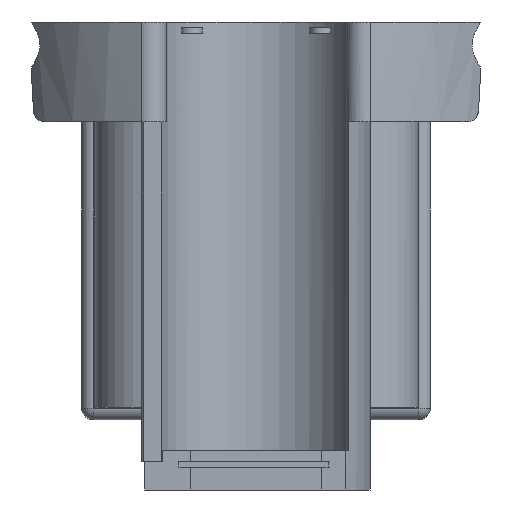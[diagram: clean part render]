
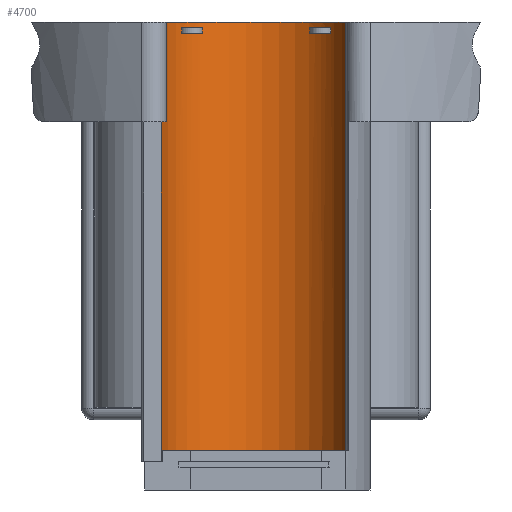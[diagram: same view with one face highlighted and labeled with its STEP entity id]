
A CAD part, left-side view. The second image highlights one B-rep face of the part: STEP entity #4700.
In plain terms, the highlighted cylindrical face has radius 8.5 mm (diameter 17 mm), a partial arc.
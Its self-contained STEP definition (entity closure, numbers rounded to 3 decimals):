
#37=FACE_BOUND('',#644,.T.);
#38=FACE_BOUND('',#645,.T.);
#379=FACE_OUTER_BOUND('',#643,.T.);
#643=EDGE_LOOP('',(#4207,#4208,#4209,#4210,#4211,#4212,#4213,#4214,#4215,
#4216,#4217,#4218));
#644=EDGE_LOOP('',(#4219,#4220,#4221,#4222));
#645=EDGE_LOOP('',(#4223,#4224,#4225,#4226));
#696=CIRCLE('',#4904,8.5);
#699=CIRCLE('',#4907,8.5);
#716=CIRCLE('',#4930,8.5);
#748=CIRCLE('',#5052,8.5);
#750=CIRCLE('',#5056,8.5);
#751=CIRCLE('',#5057,8.5);
#752=CIRCLE('',#5058,8.5);
#753=CIRCLE('',#5059,8.5);
#754=CIRCLE('',#5060,8.5);
#755=CIRCLE('',#5061,8.5);
#1285=LINE('',#10732,#1657);
#1335=LINE('',#14155,#1707);
#1344=LINE('',#14177,#1716);
#1345=LINE('',#14180,#1717);
#1346=LINE('',#14181,#1718);
#1347=LINE('',#14183,#1719);
#1348=LINE('',#14187,#1720);
#1349=LINE('',#14191,#1721);
#1350=LINE('',#14195,#1722);
#1351=LINE('',#14199,#1723);
#1657=VECTOR('',#5939,10.);
#1707=VECTOR('',#6045,10.);
#1716=VECTOR('',#6070,10.);
#1717=VECTOR('',#6073,10.);
#1718=VECTOR('',#6074,10.);
#1719=VECTOR('',#6075,10.);
#1720=VECTOR('',#6078,10.);
#1721=VECTOR('',#6081,10.);
#1722=VECTOR('',#6084,10.);
#1723=VECTOR('',#6087,10.);
#2006=VERTEX_POINT('',#10149);
#2007=VERTEX_POINT('',#10151);
#2012=VERTEX_POINT('',#10161);
#2013=VERTEX_POINT('',#10163);
#2070=VERTEX_POINT('',#10291);
#2071=VERTEX_POINT('',#10293);
#2149=VERTEX_POINT('',#10731);
#2182=VERTEX_POINT('',#14152);
#2183=VERTEX_POINT('',#14154);
#2188=VERTEX_POINT('',#14176);
#2189=VERTEX_POINT('',#14178);
#2190=VERTEX_POINT('',#14182);
#2191=VERTEX_POINT('',#14185);
#2192=VERTEX_POINT('',#14186);
#2193=VERTEX_POINT('',#14188);
#2194=VERTEX_POINT('',#14190);
#2195=VERTEX_POINT('',#14193);
#2196=VERTEX_POINT('',#14194);
#2197=VERTEX_POINT('',#14196);
#2198=VERTEX_POINT('',#14198);
#2582=EDGE_CURVE('',#2007,#2006,#696,.T.);
#2588=EDGE_CURVE('',#2013,#2012,#699,.T.);
#2654=EDGE_CURVE('',#2070,#2071,#716,.T.);
#2795=EDGE_CURVE('',#2013,#2149,#1285,.T.);
#2861=EDGE_CURVE('',#2183,#2182,#1335,.T.);
#2870=EDGE_CURVE('',#2182,#2149,#748,.T.);
#2872=EDGE_CURVE('',#2012,#2188,#1344,.T.);
#2873=EDGE_CURVE('',#2188,#2189,#750,.T.);
#2874=EDGE_CURVE('',#2189,#2007,#1345,.T.);
#2875=EDGE_CURVE('',#2006,#2071,#1346,.T.);
#2876=EDGE_CURVE('',#2070,#2190,#1347,.T.);
#2877=EDGE_CURVE('',#2183,#2190,#751,.T.);
#2878=EDGE_CURVE('',#2191,#2192,#1348,.T.);
#2879=EDGE_CURVE('',#2192,#2193,#752,.T.);
#2880=EDGE_CURVE('',#2193,#2194,#1349,.T.);
#2881=EDGE_CURVE('',#2194,#2191,#753,.T.);
#2882=EDGE_CURVE('',#2195,#2196,#1350,.T.);
#2883=EDGE_CURVE('',#2196,#2197,#754,.T.);
#2884=EDGE_CURVE('',#2197,#2198,#1351,.T.);
#2885=EDGE_CURVE('',#2198,#2195,#755,.T.);
#4207=ORIENTED_EDGE('',*,*,#2861,.T.);
#4208=ORIENTED_EDGE('',*,*,#2870,.T.);
#4209=ORIENTED_EDGE('',*,*,#2795,.F.);
#4210=ORIENTED_EDGE('',*,*,#2588,.T.);
#4211=ORIENTED_EDGE('',*,*,#2872,.T.);
#4212=ORIENTED_EDGE('',*,*,#2873,.T.);
#4213=ORIENTED_EDGE('',*,*,#2874,.T.);
#4214=ORIENTED_EDGE('',*,*,#2582,.T.);
#4215=ORIENTED_EDGE('',*,*,#2875,.T.);
#4216=ORIENTED_EDGE('',*,*,#2654,.F.);
#4217=ORIENTED_EDGE('',*,*,#2876,.T.);
#4218=ORIENTED_EDGE('',*,*,#2877,.F.);
#4219=ORIENTED_EDGE('',*,*,#2878,.T.);
#4220=ORIENTED_EDGE('',*,*,#2879,.T.);
#4221=ORIENTED_EDGE('',*,*,#2880,.T.);
#4222=ORIENTED_EDGE('',*,*,#2881,.T.);
#4223=ORIENTED_EDGE('',*,*,#2882,.T.);
#4224=ORIENTED_EDGE('',*,*,#2883,.T.);
#4225=ORIENTED_EDGE('',*,*,#2884,.T.);
#4226=ORIENTED_EDGE('',*,*,#2885,.T.);
#4466=CYLINDRICAL_SURFACE('',#5055,8.5);
#4700=ADVANCED_FACE('',(#379,#37,#38),#4466,.F.);
#4904=AXIS2_PLACEMENT_3D('',#10152,#5546,#5547);
#4907=AXIS2_PLACEMENT_3D('',#10164,#5555,#5556);
#4930=AXIS2_PLACEMENT_3D('',#10294,#5650,#5651);
#5052=AXIS2_PLACEMENT_3D('',#14172,#6062,#6063);
#5055=AXIS2_PLACEMENT_3D('',#14175,#6068,#6069);
#5056=AXIS2_PLACEMENT_3D('',#14179,#6071,#6072);
#5057=AXIS2_PLACEMENT_3D('',#14184,#6076,#6077);
#5058=AXIS2_PLACEMENT_3D('',#14189,#6079,#6080);
#5059=AXIS2_PLACEMENT_3D('',#14192,#6082,#6083);
#5060=AXIS2_PLACEMENT_3D('',#14197,#6085,#6086);
#5061=AXIS2_PLACEMENT_3D('',#14200,#6088,#6089);
#5546=DIRECTION('center_axis',(0.,0.,
1.));
#5547=DIRECTION('ref_axis',(1.,0.,0.));
#5555=DIRECTION('center_axis',(0.,0.,
1.));
#5556=DIRECTION('ref_axis',(1.,0.,0.));
#5650=DIRECTION('center_axis',(0.,0.,
1.));
#5651=DIRECTION('ref_axis',(1.,0.,0.));
#5939=DIRECTION('',(0.,0.,-1.));
#6045=DIRECTION('',(0.,0.,1.));
#6062=DIRECTION('center_axis',(0.,0.,-1.));
#6063=DIRECTION('ref_axis',(1.,0.,0.));
#6068=DIRECTION('center_axis',(0.,0.,-1.));
#6069=DIRECTION('ref_axis',(1.,0.,0.));
#6070=DIRECTION('',(0.,0.,-1.));
#6071=DIRECTION('center_axis',(0.,0.,
1.));
#6072=DIRECTION('ref_axis',(1.,0.,0.));
#6073=DIRECTION('',(0.,0.,1.));
#6074=DIRECTION('',(0.,0.,-1.));
#6075=DIRECTION('',(0.,0.,-1.));
#6076=DIRECTION('center_axis',(0.,0.,1.));
#6077=DIRECTION('ref_axis',(-0.375,-0.927,0.));
#6078=DIRECTION('',(0.,0.,1.));
#6079=DIRECTION('center_axis',(0.,0.,
-1.));
#6080=DIRECTION('ref_axis',(1.,0.,0.));
#6081=DIRECTION('',(0.,0.,-1.));
#6082=DIRECTION('center_axis',(0.,0.,
1.));
#6083=DIRECTION('ref_axis',(1.,0.,0.));
#6084=DIRECTION('',(0.,0.,1.));
#6085=DIRECTION('center_axis',(0.,0.,
-1.));
#6086=DIRECTION('ref_axis',(1.,0.,0.));
#6087=DIRECTION('',(0.,0.,-1.));
#6088=DIRECTION('center_axis',(0.,0.,
1.));
#6089=DIRECTION('ref_axis',(1.,0.,0.));
#10149=CARTESIAN_POINT('',(-17.499,7.878,0.));
#10151=CARTESIAN_POINT('',(-16.101,8.308,0.));
#10152=CARTESIAN_POINT('Origin',(-14.314,-0.002,
0.));
#10161=CARTESIAN_POINT('',(-12.101,8.205,0.));
#10163=CARTESIAN_POINT('',(-17.501,-7.882,0.));
#10164=CARTESIAN_POINT('Origin',(-14.314,-0.002,
0.));
#10291=CARTESIAN_POINT('',(-16.101,8.308,-8.75));
#10293=CARTESIAN_POINT('',(-17.499,7.878,-8.75));
#10294=CARTESIAN_POINT('Origin',(-14.314,-0.002,
-8.75));
#10731=CARTESIAN_POINT('',(-17.501,-7.882,-37.5));
#10732=CARTESIAN_POINT('',(-17.501,-7.882,0.));
#14152=CARTESIAN_POINT('',(-12.101,8.205,-37.5));
#14154=CARTESIAN_POINT('',(-12.101,8.205,-38.5));
#14155=CARTESIAN_POINT('',(-12.101,8.205,0.));
#14172=CARTESIAN_POINT('Origin',(-14.314,-0.002,
-37.5));
#14175=CARTESIAN_POINT('Origin',(-14.314,-0.002,
0.));
#14176=CARTESIAN_POINT('',(-12.101,8.205,-1.5));
#14177=CARTESIAN_POINT('',(-12.101,8.205,0.));
#14178=CARTESIAN_POINT('',(-16.101,8.308,-1.5));
#14179=CARTESIAN_POINT('Origin',(-14.314,-0.002,
-1.5));
#14180=CARTESIAN_POINT('',(-16.101,8.308,0.));
#14181=CARTESIAN_POINT('',(-17.499,7.878,0.));
#14182=CARTESIAN_POINT('',(-16.101,8.308,-38.5));
#14183=CARTESIAN_POINT('',(-16.101,8.308,-8.75));
#14184=CARTESIAN_POINT('Origin',(-14.314,-0.002,
-38.5));
#14185=CARTESIAN_POINT('',(-7.557,-5.16,-1.));
#14186=CARTESIAN_POINT('',(-7.557,-5.16,-0.5));
#14187=CARTESIAN_POINT('',(-7.557,-5.16,-0.5));
#14188=CARTESIAN_POINT('',(-8.91,-6.564,-0.5));
#14189=CARTESIAN_POINT('Origin',(-14.314,-0.002,
-0.5));
#14190=CARTESIAN_POINT('',(-8.91,-6.564,-1.));
#14191=CARTESIAN_POINT('',(-8.91,-6.564,-0.5));
#14192=CARTESIAN_POINT('Origin',(-14.314,-0.002,
-1.));
#14193=CARTESIAN_POINT('',(-8.868,6.525,-1.));
#14194=CARTESIAN_POINT('',(-8.868,6.525,-0.5));
#14195=CARTESIAN_POINT('',(-8.868,6.525,-0.5));
#14196=CARTESIAN_POINT('',(-7.507,5.089,-0.5));
#14197=CARTESIAN_POINT('Origin',(-14.314,-0.002,
-0.5));
#14198=CARTESIAN_POINT('',(-7.507,5.089,-1.));
#14199=CARTESIAN_POINT('',(-7.507,5.089,-0.5));
#14200=CARTESIAN_POINT('Origin',(-14.314,-0.002,
-1.));
